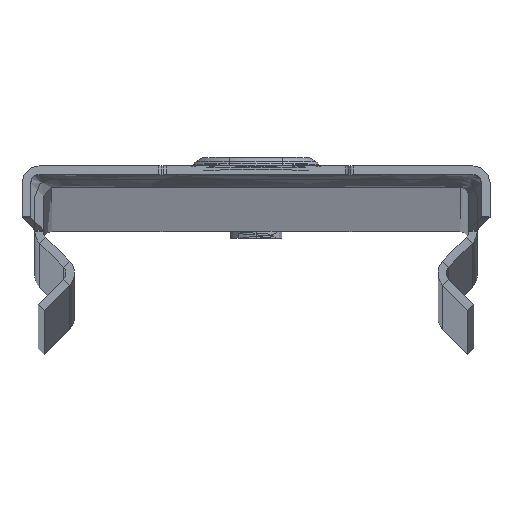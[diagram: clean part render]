
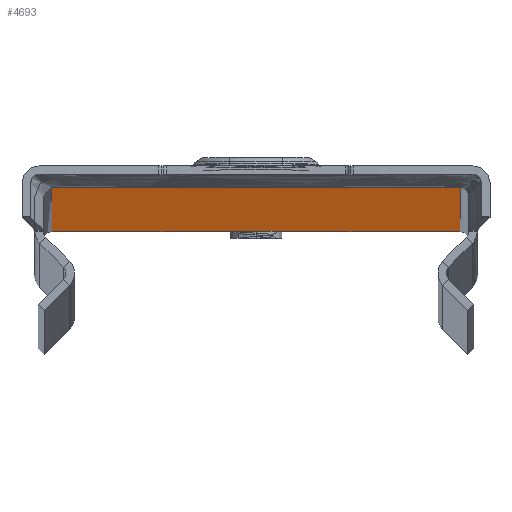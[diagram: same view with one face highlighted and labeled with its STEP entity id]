
A CAD part, top view. The second image highlights one B-rep face of the part: STEP entity #4693.
In plain terms, the highlighted planar face has unit normal (0, -1, 0).
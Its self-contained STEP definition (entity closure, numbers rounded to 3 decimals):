
#12 = LINE ( 'NONE', #3418, #4458 ) ;
#185 = VERTEX_POINT ( 'NONE', #2890 ) ;
#262 = VECTOR ( 'NONE', #2495, 1000. ) ;
#280 = VERTEX_POINT ( 'NONE', #3060 ) ;
#284 = DIRECTION ( 'NONE',  ( 0., 1., 0. ) ) ;
#322 = ORIENTED_EDGE ( 'NONE', *, *, #5226, .T. ) ;
#373 = VERTEX_POINT ( 'NONE', #4052 ) ;
#388 = ORIENTED_EDGE ( 'NONE', *, *, #5325, .T. ) ;
#464 = CARTESIAN_POINT ( 'NONE',  ( 0., 0., -2955. ) ) ;
#634 = CARTESIAN_POINT ( 'NONE',  ( -24., 0., 0. ) ) ;
#839 = DIRECTION ( 'NONE',  ( 0., -1., 0. ) ) ;
#840 = VERTEX_POINT ( 'NONE', #6842 ) ;
#1048 = LINE ( 'NONE', #6129, #4626 ) ;
#1071 = DIRECTION ( 'NONE',  ( -1., 0., 0. ) ) ;
#1212 = CARTESIAN_POINT ( 'NONE',  ( 11.414, 0., -2969. ) ) ;
#1271 = AXIS2_PLACEMENT_3D ( 'NONE', #7322, #839, #4954 ) ;
#1425 = ORIENTED_EDGE ( 'NONE', *, *, #2998, .T. ) ;
#1505 = LINE ( 'NONE', #6091, #5101 ) ;
#1506 = CARTESIAN_POINT ( 'NONE',  ( 11.414, 0., -2968.5 ) ) ;
#1520 = VERTEX_POINT ( 'NONE', #5054 ) ;
#1530 = DIRECTION ( 'NONE',  ( 0., -1., 0. ) ) ;
#1555 = DIRECTION ( 'NONE',  ( 0., 0., -1. ) ) ;
#1565 = CARTESIAN_POINT ( 'NONE',  ( -11.414, 0., -2969. ) ) ;
#1670 = EDGE_CURVE ( 'NONE', #2294, #840, #6847, .T. ) ;
#1672 = CARTESIAN_POINT ( 'NONE',  ( 10.5, 0., -2969. ) ) ;
#1735 = ORIENTED_EDGE ( 'NONE', *, *, #1805, .T. ) ;
#1761 = EDGE_CURVE ( 'NONE', #2136, #5153, #4140, .T. ) ;
#1770 = EDGE_LOOP ( 'NONE', ( #7488, #2873 ) ) ;
#1805 = EDGE_CURVE ( 'NONE', #2285, #280, #5327, .T. ) ;
#1834 = LINE ( 'NONE', #6189, #3788 ) ;
#1840 = VECTOR ( 'NONE', #7122, 1000. ) ;
#1878 = LINE ( 'NONE', #5297, #5400 ) ;
#2136 = VERTEX_POINT ( 'NONE', #6442 ) ;
#2207 = VERTEX_POINT ( 'NONE', #1212 ) ;
#2285 = VERTEX_POINT ( 'NONE', #4546 ) ;
#2294 = VERTEX_POINT ( 'NONE', #1565 ) ;
#2353 = CIRCLE ( 'NONE', #4725, 7.3 ) ;
#2382 = CARTESIAN_POINT ( 'NONE',  ( -24., 0., -2969. ) ) ;
#2495 = DIRECTION ( 'NONE',  ( 1., 0., 0. ) ) ;
#2518 = CARTESIAN_POINT ( 'NONE',  ( 25., 0., -2968.5 ) ) ;
#2792 = AXIS2_PLACEMENT_3D ( 'NONE', #6999, #7195, #6669 ) ;
#2844 = AXIS2_PLACEMENT_3D ( 'NONE', #1672, #284, #3835 ) ;
#2873 = ORIENTED_EDGE ( 'NONE', *, *, #7173, .T. ) ;
#2890 = CARTESIAN_POINT ( 'NONE',  ( 11.061, 0., -2968.854 ) ) ;
#2929 = FACE_OUTER_BOUND ( 'NONE', #3273, .T. ) ;
#2974 = ORIENTED_EDGE ( 'NONE', *, *, #5469, .F. ) ;
#2998 = EDGE_CURVE ( 'NONE', #373, #2285, #3212, .T. ) ;
#3018 = EDGE_CURVE ( 'NONE', #1520, #3608, #5160, .T. ) ;
#3060 = CARTESIAN_POINT ( 'NONE',  ( 10.854, 0., -2968.646 ) ) ;
#3174 = DIRECTION ( 'NONE',  ( 0., 0., 1. ) ) ;
#3185 = EDGE_CURVE ( 'NONE', #185, #2207, #4298, .T. ) ;
#3212 = LINE ( 'NONE', #2518, #262 ) ;
#3264 = DIRECTION ( 'NONE',  ( 0., 0., -1. ) ) ;
#3273 = EDGE_LOOP ( 'NONE', ( #4792, #5381, #388, #5321, #2974, #4734, #322, #7059, #4677, #3583, #1425, #1735 ) ) ;
#3281 = DIRECTION ( 'NONE',  ( 0., -1., 0. ) ) ;
#3331 = DIRECTION ( 'NONE',  ( 0., 0., 1. ) ) ;
#3337 = CARTESIAN_POINT ( 'NONE',  ( 25., 0., -2969. ) ) ;
#3378 = DIRECTION ( 'NONE',  ( 1., 0., 0. ) ) ;
#3418 = CARTESIAN_POINT ( 'NONE',  ( 25., 0., 0. ) ) ;
#3583 = ORIENTED_EDGE ( 'NONE', *, *, #4178, .T. ) ;
#3599 = EDGE_CURVE ( 'NONE', #280, #185, #6653, .T. ) ;
#3608 = VERTEX_POINT ( 'NONE', #5005 ) ;
#3633 = DIRECTION ( 'NONE',  ( 0., 1., 0. ) ) ;
#3788 = VECTOR ( 'NONE', #3331, 1000. ) ;
#3807 = PLANE ( 'NONE',  #6595 ) ;
#3835 = DIRECTION ( 'NONE',  ( 0., 0., 1. ) ) ;
#3892 = EDGE_CURVE ( 'NONE', #7041, #7392, #1834, .T. ) ;
#4050 = CARTESIAN_POINT ( 'NONE',  ( -10.5, 0., -2969. ) ) ;
#4052 = CARTESIAN_POINT ( 'NONE',  ( -10.5, 0., -2968.5 ) ) ;
#4140 = LINE ( 'NONE', #6706, #4750 ) ;
#4178 = EDGE_CURVE ( 'NONE', #7225, #373, #5537, .T. ) ;
#4298 = CIRCLE ( 'NONE', #6348, 0.5 ) ;
#4430 = FACE_BOUND ( 'NONE', #1770, .T. ) ;
#4458 = VECTOR ( 'NONE', #3378, 1000. ) ;
#4546 = CARTESIAN_POINT ( 'NONE',  ( 10.5, 0., -2968.5 ) ) ;
#4583 = DIRECTION ( 'NONE',  ( 0., 1., 0. ) ) ;
#4626 = VECTOR ( 'NONE', #6155, 1000. ) ;
#4677 = ORIENTED_EDGE ( 'NONE', *, *, #6149, .T. ) ;
#4693 = ADVANCED_FACE ( 'NONE', ( #4430, #2929 ), #3807, .T. ) ;
#4725 = AXIS2_PLACEMENT_3D ( 'NONE', #464, #4583, #1071 ) ;
#4734 = ORIENTED_EDGE ( 'NONE', *, *, #3892, .F. ) ;
#4750 = VECTOR ( 'NONE', #6068, 1000. ) ;
#4792 = ORIENTED_EDGE ( 'NONE', *, *, #3599, .T. ) ;
#4954 = DIRECTION ( 'NONE',  ( 0., 0., -1. ) ) ;
#5005 = CARTESIAN_POINT ( 'NONE',  ( 7.3, 0., -2955. ) ) ;
#5054 = CARTESIAN_POINT ( 'NONE',  ( -7.3, 0., -2955. ) ) ;
#5101 = VECTOR ( 'NONE', #6143, 1000. ) ;
#5153 = VERTEX_POINT ( 'NONE', #7140 ) ;
#5160 = CIRCLE ( 'NONE', #2792, 7.3 ) ;
#5226 = EDGE_CURVE ( 'NONE', #7041, #2294, #1048, .T. ) ;
#5244 = CARTESIAN_POINT ( 'NONE',  ( -10.854, 0., -2968.646 ) ) ;
#5297 = CARTESIAN_POINT ( 'NONE',  ( 25., 0., -2969. ) ) ;
#5321 = ORIENTED_EDGE ( 'NONE', *, *, #1761, .T. ) ;
#5325 = EDGE_CURVE ( 'NONE', #2207, #2136, #1878, .T. ) ;
#5327 = CIRCLE ( 'NONE', #2844, 0.5 ) ;
#5344 = DIRECTION ( 'NONE',  ( 1., 0., 0. ) ) ;
#5381 = ORIENTED_EDGE ( 'NONE', *, *, #3185, .T. ) ;
#5400 = VECTOR ( 'NONE', #5344, 1000. ) ;
#5469 = EDGE_CURVE ( 'NONE', #7392, #5153, #12, .T. ) ;
#5537 = CIRCLE ( 'NONE', #6076, 0.5 ) ;
#6068 = DIRECTION ( 'NONE',  ( 0., 0., 1. ) ) ;
#6076 = AXIS2_PLACEMENT_3D ( 'NONE', #4050, #3633, #3174 ) ;
#6091 = CARTESIAN_POINT ( 'NONE',  ( -11.207, 0., -2969. ) ) ;
#6129 = CARTESIAN_POINT ( 'NONE',  ( 25., 0., -2969. ) ) ;
#6143 = DIRECTION ( 'NONE',  ( 0.707, 0., 0.707 ) ) ;
#6149 = EDGE_CURVE ( 'NONE', #840, #7225, #1505, .T. ) ;
#6155 = DIRECTION ( 'NONE',  ( 1., 0., 0. ) ) ;
#6189 = CARTESIAN_POINT ( 'NONE',  ( -24., 0., -2969. ) ) ;
#6348 = AXIS2_PLACEMENT_3D ( 'NONE', #1506, #1530, #1555 ) ;
#6442 = CARTESIAN_POINT ( 'NONE',  ( 24., 0., -2969. ) ) ;
#6595 = AXIS2_PLACEMENT_3D ( 'NONE', #3337, #3281, #3264 ) ;
#6653 = LINE ( 'NONE', #7099, #1840 ) ;
#6669 = DIRECTION ( 'NONE',  ( -1., 0., 0. ) ) ;
#6706 = CARTESIAN_POINT ( 'NONE',  ( 24., 0., -2969. ) ) ;
#6842 = CARTESIAN_POINT ( 'NONE',  ( -11.061, 0., -2968.854 ) ) ;
#6847 = CIRCLE ( 'NONE', #1271, 0.5 ) ;
#6999 = CARTESIAN_POINT ( 'NONE',  ( 0., 0., -2955. ) ) ;
#7041 = VERTEX_POINT ( 'NONE', #2382 ) ;
#7059 = ORIENTED_EDGE ( 'NONE', *, *, #1670, .T. ) ;
#7099 = CARTESIAN_POINT ( 'NONE',  ( 11.207, 0., -2969. ) ) ;
#7122 = DIRECTION ( 'NONE',  ( 0.707, 0., -0.707 ) ) ;
#7140 = CARTESIAN_POINT ( 'NONE',  ( 24., 0., 0. ) ) ;
#7173 = EDGE_CURVE ( 'NONE', #3608, #1520, #2353, .T. ) ;
#7195 = DIRECTION ( 'NONE',  ( 0., 1., 0. ) ) ;
#7225 = VERTEX_POINT ( 'NONE', #5244 ) ;
#7322 = CARTESIAN_POINT ( 'NONE',  ( -11.414, 0., -2968.5 ) ) ;
#7392 = VERTEX_POINT ( 'NONE', #634 ) ;
#7488 = ORIENTED_EDGE ( 'NONE', *, *, #3018, .T. ) ;
